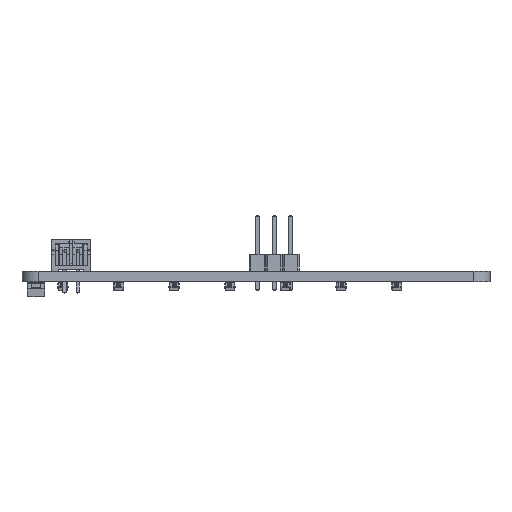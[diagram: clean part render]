
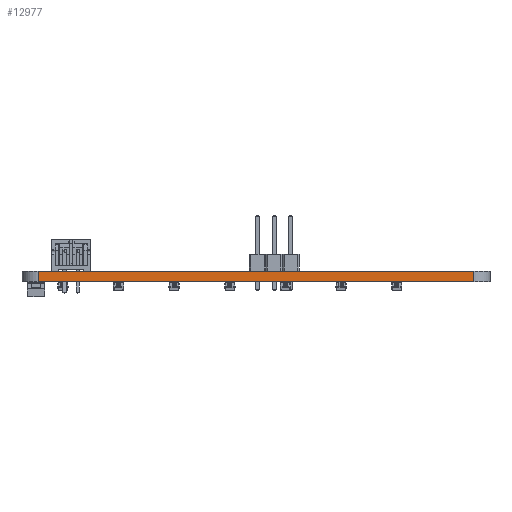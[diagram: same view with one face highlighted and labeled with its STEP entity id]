
A CAD part, left-side view. The second image highlights one B-rep face of the part: STEP entity #12977.
In plain terms, the highlighted planar face has unit normal (-1, 0, 0).
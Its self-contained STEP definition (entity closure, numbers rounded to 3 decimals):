
#9100 = VERTEX_POINT('',#9101);
#9101 = CARTESIAN_POINT('',(23.5,-26.,0.));
#9108 = EDGE_CURVE('',#9109,#9100,#9111,.T.);
#9109 = VERTEX_POINT('',#9110);
#9110 = CARTESIAN_POINT('',(23.5,-92.5,0.));
#9111 = LINE('',#9112,#9113);
#9112 = CARTESIAN_POINT('',(23.5,-92.5,0.));
#9113 = VECTOR('',#9114,1.);
#9114 = DIRECTION('',(0.,1.,0.));
#11025 = VERTEX_POINT('',#11026);
#11026 = CARTESIAN_POINT('',(23.5,-26.,1.6));
#11033 = EDGE_CURVE('',#11034,#11025,#11036,.T.);
#11034 = VERTEX_POINT('',#11035);
#11035 = CARTESIAN_POINT('',(23.5,-92.5,1.6));
#11036 = LINE('',#11037,#11038);
#11037 = CARTESIAN_POINT('',(23.5,-92.5,1.6));
#11038 = VECTOR('',#11039,1.);
#11039 = DIRECTION('',(0.,1.,0.));
#12947 = EDGE_CURVE('',#9100,#11025,#12948,.T.);
#12948 = LINE('',#12949,#12950);
#12949 = CARTESIAN_POINT('',(23.5,-26.,0.));
#12950 = VECTOR('',#12951,1.);
#12951 = DIRECTION('',(0.,0.,1.));
#12977 = ADVANCED_FACE('',(#12978),#12989,.T.);
#12978 = FACE_BOUND('',#12979,.T.);
#12979 = EDGE_LOOP('',(#12980,#12986,#12987,#12988));
#12980 = ORIENTED_EDGE('',*,*,#12981,.T.);
#12981 = EDGE_CURVE('',#9109,#11034,#12982,.T.);
#12982 = LINE('',#12983,#12984);
#12983 = CARTESIAN_POINT('',(23.5,-92.5,0.));
#12984 = VECTOR('',#12985,1.);
#12985 = DIRECTION('',(0.,0.,1.));
#12986 = ORIENTED_EDGE('',*,*,#11033,.T.);
#12987 = ORIENTED_EDGE('',*,*,#12947,.F.);
#12988 = ORIENTED_EDGE('',*,*,#9108,.F.);
#12989 = PLANE('',#12990);
#12990 = AXIS2_PLACEMENT_3D('',#12991,#12992,#12993);
#12991 = CARTESIAN_POINT('',(23.5,-92.5,0.));
#12992 = DIRECTION('',(-1.,0.,0.));
#12993 = DIRECTION('',(0.,1.,0.));
